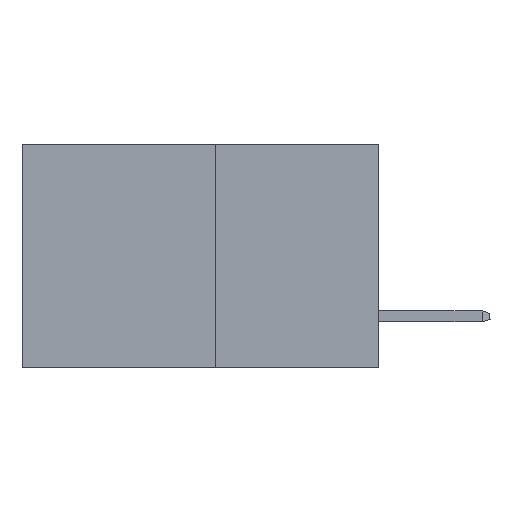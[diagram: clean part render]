
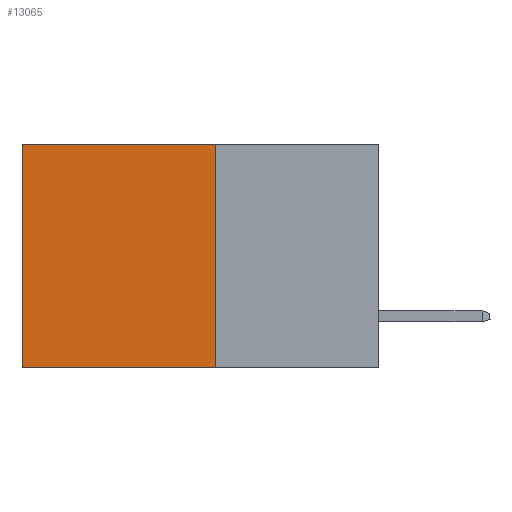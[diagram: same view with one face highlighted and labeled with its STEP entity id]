
A CAD part, left-side view. The second image highlights one B-rep face of the part: STEP entity #13065.
In plain terms, the highlighted planar face has unit normal (-1, 0, 0).
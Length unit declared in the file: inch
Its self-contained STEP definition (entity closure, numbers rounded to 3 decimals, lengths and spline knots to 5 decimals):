
#483 = VECTOR ( 'NONE', #4396, 39.37008 ) ;
#1010 = ORIENTED_EDGE ( 'NONE', *, *, #4472, .T. ) ;
#1024 = ORIENTED_EDGE ( 'NONE', *, *, #7606, .F. ) ;
#1146 = ORIENTED_EDGE ( 'NONE', *, *, #4520, .F. ) ;
#1180 = ORIENTED_EDGE ( 'NONE', *, *, #3455, .T. ) ;
#1341 = CARTESIAN_POINT ( 'NONE',  ( 0.277, 0.27, 0. ) ) ;
#1890 = VERTEX_POINT ( 'NONE', #7174 ) ;
#2695 = VERTEX_POINT ( 'NONE', #13005 ) ;
#3260 = LINE ( 'NONE', #13390, #483 ) ;
#3455 = EDGE_CURVE ( 'NONE', #6632, #1890, #13454, .T. ) ;
#3480 = DIRECTION ( 'NONE',  ( 1., 0., 0. ) ) ;
#3813 = DIRECTION ( 'NONE',  ( 0., 1., 0. ) ) ;
#3850 = CARTESIAN_POINT ( 'NONE',  ( 0.277, 0.27, -0.37 ) ) ;
#3949 = CARTESIAN_POINT ( 'NONE',  ( 0.277, 0.59, -0.37 ) ) ;
#4396 = DIRECTION ( 'NONE',  ( 0., 0., -1. ) ) ;
#4472 = EDGE_CURVE ( 'NONE', #1890, #13959, #3260, .T. ) ;
#4520 = EDGE_CURVE ( 'NONE', #6632, #2695, #5606, .T. ) ;
#4973 = CARTESIAN_POINT ( 'NONE',  ( 0.277, 0.27, 0. ) ) ;
#5078 = DIRECTION ( 'NONE',  ( 0., 0., -1. ) ) ;
#5606 = LINE ( 'NONE', #6395, #13576 ) ;
#6341 = EDGE_LOOP ( 'NONE', ( #1010, #1024, #1146, #1180 ) ) ;
#6395 = CARTESIAN_POINT ( 'NONE',  ( 0.277, 0.27, -0.37 ) ) ;
#6632 = VERTEX_POINT ( 'NONE', #4973 ) ;
#7150 = LINE ( 'NONE', #3850, #13258 ) ;
#7174 = CARTESIAN_POINT ( 'NONE',  ( 0.277, 0.59, 0. ) ) ;
#7606 = EDGE_CURVE ( 'NONE', #2695, #13959, #7150, .T. ) ;
#9240 = AXIS2_PLACEMENT_3D ( 'NONE', #9982, #3480, #11001 ) ;
#9438 = DIRECTION ( 'NONE',  ( 0., 1., 0. ) ) ;
#9934 = PLANE ( 'NONE',  #9240 ) ;
#9982 = CARTESIAN_POINT ( 'NONE',  ( 0.277, 0.27, -0.37 ) ) ;
#10349 = FACE_OUTER_BOUND ( 'NONE', #6341, .T. ) ;
#10744 = VECTOR ( 'NONE', #9438, 39.37008 ) ;
#11001 = DIRECTION ( 'NONE',  ( 0., 0., -1. ) ) ;
#13005 = CARTESIAN_POINT ( 'NONE',  ( 0.277, 0.27, -0.37 ) ) ;
#13065 = ADVANCED_FACE ( 'NONE', ( #10349 ), #9934, .F. ) ;
#13258 = VECTOR ( 'NONE', #3813, 39.37008 ) ;
#13390 = CARTESIAN_POINT ( 'NONE',  ( 0.277, 0.59, -0.37 ) ) ;
#13454 = LINE ( 'NONE', #1341, #10744 ) ;
#13576 = VECTOR ( 'NONE', #5078, 39.37008 ) ;
#13959 = VERTEX_POINT ( 'NONE', #3949 ) ;
